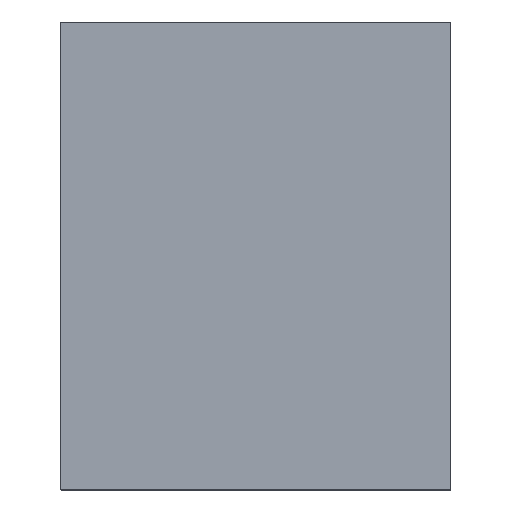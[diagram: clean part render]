
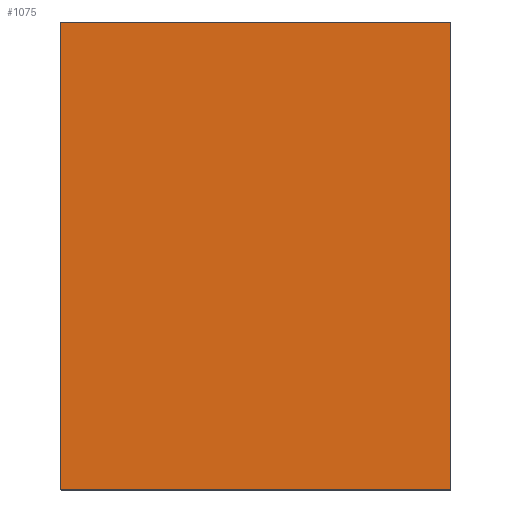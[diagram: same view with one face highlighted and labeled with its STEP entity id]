
A CAD part, left-side view. The second image highlights one B-rep face of the part: STEP entity #1075.
In plain terms, the highlighted planar face has unit normal (-1, 0, 0).
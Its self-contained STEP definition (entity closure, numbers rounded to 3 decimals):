
#74 = VERTEX_POINT ( 'NONE', #1137 ) ;
#94 = VERTEX_POINT ( 'NONE', #278 ) ;
#97 = EDGE_LOOP ( 'NONE', ( #1801, #175, #286, #1343 ) ) ;
#175 = ORIENTED_EDGE ( 'NONE', *, *, #587, .F. ) ;
#278 = CARTESIAN_POINT ( 'NONE',  ( -25., -15., -18. ) ) ;
#286 = ORIENTED_EDGE ( 'NONE', *, *, #820, .T. ) ;
#291 = DIRECTION ( 'NONE',  ( 0., 0., 1. ) ) ;
#329 = PLANE ( 'NONE',  #707 ) ;
#344 = CARTESIAN_POINT ( 'NONE',  ( -25., 15., 18. ) ) ;
#347 = VECTOR ( 'NONE', #1953, 1000. ) ;
#411 = VECTOR ( 'NONE', #1116, 1000. ) ;
#502 = DIRECTION ( 'NONE',  ( -1., 0., 0. ) ) ;
#587 = EDGE_CURVE ( 'NONE', #94, #74, #661, .T. ) ;
#608 = VERTEX_POINT ( 'NONE', #344 ) ;
#661 = LINE ( 'NONE', #961, #411 ) ;
#699 = VERTEX_POINT ( 'NONE', #2061 ) ;
#707 = AXIS2_PLACEMENT_3D ( 'NONE', #1908, #502, #2056 ) ;
#720 = LINE ( 'NONE', #896, #1838 ) ;
#820 = EDGE_CURVE ( 'NONE', #94, #699, #720, .T. ) ;
#896 = CARTESIAN_POINT ( 'NONE',  ( -25., -15., -18. ) ) ;
#953 = VECTOR ( 'NONE', #291, 1000. ) ;
#961 = CARTESIAN_POINT ( 'NONE',  ( -25., -15., -18. ) ) ;
#1075 = ADVANCED_FACE ( 'NONE', ( #1584 ), #329, .T. ) ;
#1091 = LINE ( 'NONE', #1722, #953 ) ;
#1116 = DIRECTION ( 'NONE',  ( 0., 1., 0. ) ) ;
#1137 = CARTESIAN_POINT ( 'NONE',  ( -25., 15., -18. ) ) ;
#1322 = CARTESIAN_POINT ( 'NONE',  ( -25., -15., 18. ) ) ;
#1343 = ORIENTED_EDGE ( 'NONE', *, *, #1938, .T. ) ;
#1359 = DIRECTION ( 'NONE',  ( 0., 0., 1. ) ) ;
#1584 = FACE_OUTER_BOUND ( 'NONE', #97, .T. ) ;
#1722 = CARTESIAN_POINT ( 'NONE',  ( -25., 15., -18. ) ) ;
#1771 = LINE ( 'NONE', #1322, #347 ) ;
#1801 = ORIENTED_EDGE ( 'NONE', *, *, #1990, .F. ) ;
#1838 = VECTOR ( 'NONE', #1359, 1000. ) ;
#1908 = CARTESIAN_POINT ( 'NONE',  ( -25., -15., -18. ) ) ;
#1938 = EDGE_CURVE ( 'NONE', #699, #608, #1771, .T. ) ;
#1953 = DIRECTION ( 'NONE',  ( 0., 1., 0. ) ) ;
#1990 = EDGE_CURVE ( 'NONE', #74, #608, #1091, .T. ) ;
#2056 = DIRECTION ( 'NONE',  ( 0., 0., 1. ) ) ;
#2061 = CARTESIAN_POINT ( 'NONE',  ( -25., -15., 18. ) ) ;
